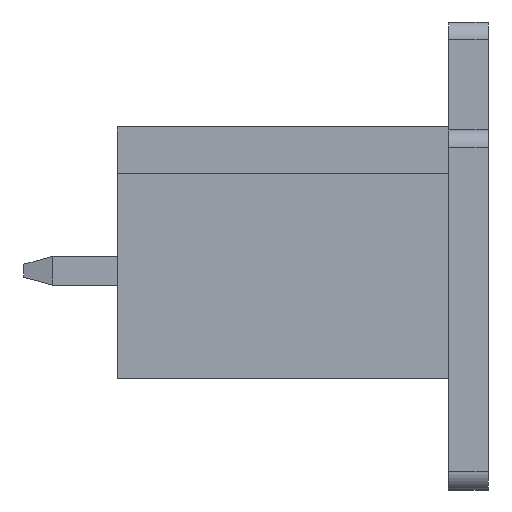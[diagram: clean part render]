
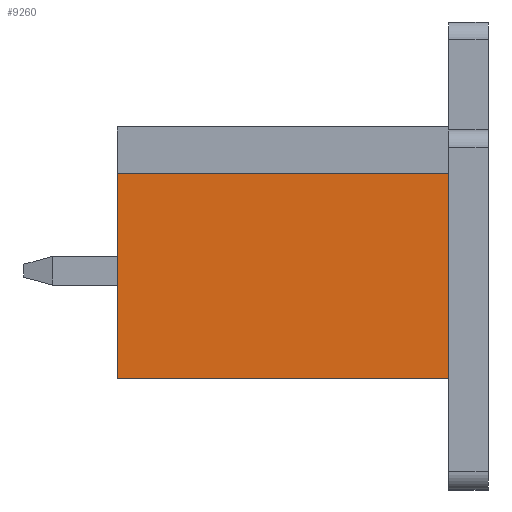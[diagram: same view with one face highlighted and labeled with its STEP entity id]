
A CAD part, left-side view. The second image highlights one B-rep face of the part: STEP entity #9260.
In plain terms, the highlighted planar face has unit normal (-1, 0, 0).
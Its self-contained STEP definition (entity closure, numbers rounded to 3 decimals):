
#1921=ORIENTED_EDGE('',*,*,#3718,.F.);
#1922=ORIENTED_EDGE('',*,*,#3815,.F.);
#1923=ORIENTED_EDGE('',*,*,#3691,.F.);
#1924=ORIENTED_EDGE('',*,*,#3633,.F.);
#3633=EDGE_CURVE('',#4765,#4766,#5804,.T.);
#3691=EDGE_CURVE('',#4766,#4817,#5850,.T.);
#3718=EDGE_CURVE('',#4837,#4765,#5873,.T.);
#3815=EDGE_CURVE('',#4817,#4837,#5967,.T.);
#4765=VERTEX_POINT('',#13910);
#4766=VERTEX_POINT('',#13912);
#4817=VERTEX_POINT('',#14025);
#4837=VERTEX_POINT('',#14076);
#5804=LINE('',#13911,#6972);
#5850=LINE('',#14024,#7018);
#5873=LINE('',#14077,#7041);
#5967=LINE('',#14272,#7135);
#6972=VECTOR('',#11289,1000.);
#7018=VECTOR('',#11367,1000.);
#7041=VECTOR('',#11408,1000.);
#7135=VECTOR('',#11604,1000.);
#7855=EDGE_LOOP('',(#1921,#1922,#1923,#1924));
#8376=FACE_BOUND('',#7855,.T.);
#8833=PLANE('',#9857);
#9260=ADVANCED_FACE('',(#8376),#8833,.F.);
#9857=AXIS2_PLACEMENT_3D('',#14273,#11605,#11606);
#11289=DIRECTION('',(0.,1.,0.));
#11367=DIRECTION('',(0.,0.,1.));
#11408=DIRECTION('',(0.,0.,-1.));
#11604=DIRECTION('',(0.,-1.,0.));
#11605=DIRECTION('',(1.,0.,0.));
#11606=DIRECTION('',(0.,0.,-1.));
#13910=CARTESIAN_POINT('',(-14.62,0.,-3.5));
#13911=CARTESIAN_POINT('',(-14.62,0.,-3.5));
#13912=CARTESIAN_POINT('',(-14.62,9.2,-3.5));
#14024=CARTESIAN_POINT('',(-14.62,9.2,-3.5));
#14025=CARTESIAN_POINT('',(-14.62,9.2,2.2));
#14076=CARTESIAN_POINT('',(-14.62,0.,2.2));
#14077=CARTESIAN_POINT('',(-14.62,0.,2.2));
#14272=CARTESIAN_POINT('',(-14.62,9.2,2.2));
#14273=CARTESIAN_POINT('',(-14.62,0.,0.));
